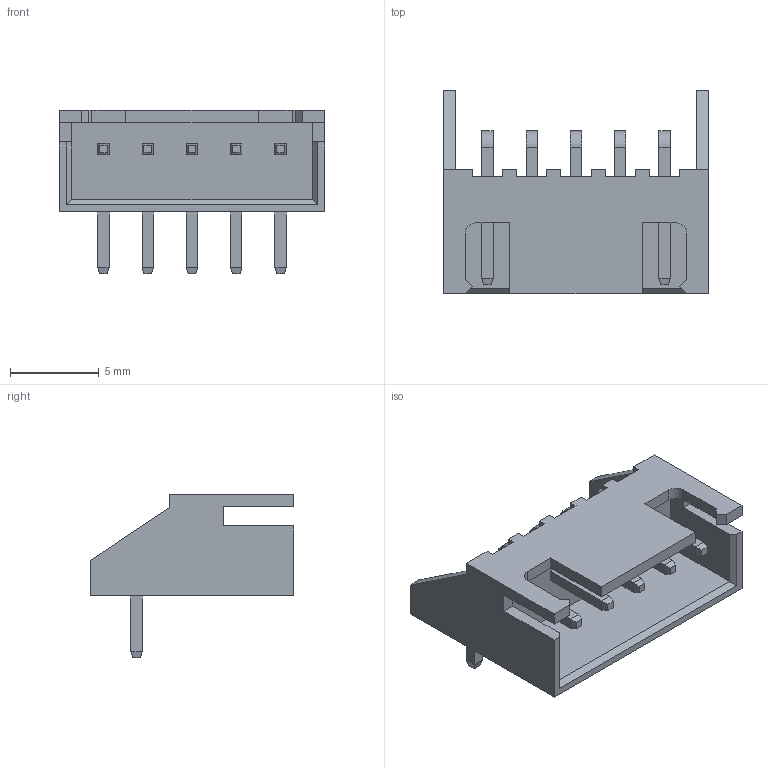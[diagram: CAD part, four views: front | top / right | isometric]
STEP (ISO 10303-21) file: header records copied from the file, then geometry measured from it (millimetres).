
FILE_DESCRIPTION(('STEP AP214'), '1');
FILE_NAME('DS1069-2 CWF-2R', '2018-04-27T07:38:24', ('Chugay'), (''), 'ASCON STEP Converter 1.3', 'ASCON Math Kernel', '');
FILE_SCHEMA(('AUTOMOTIVE_DESIGN { 1 0 10303 214 3 1 1}'));
Length unit declared in the file: millimetre
Bounding box: 15 x 11.5 x 9.25 mm (x, y, z)
Volume: 317.1 mm3; surface area: 864 mm2
Topology: 1 solids, 1 shells, 169 faces, 429 edges, 272 vertices
Faces by surface type: plane 157, cylinder 12
Entity records: 6347 total; most frequent: CARTESIAN_POINT 871, ORIENTED_EDGE 858, DIRECTION 793, EDGE_CURVE 429, LINE 405, VECTOR 405, VERTEX_POINT 272, AXIS2_PLACEMENT_3D 194
